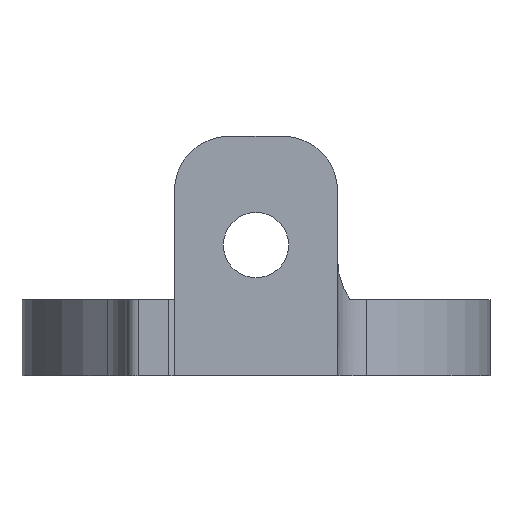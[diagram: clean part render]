
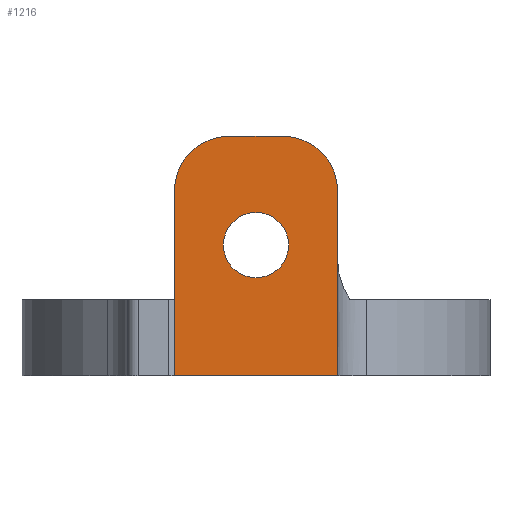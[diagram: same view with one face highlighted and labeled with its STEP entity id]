
A CAD part, front view. The second image highlights one B-rep face of the part: STEP entity #1216.
In plain terms, the highlighted planar face has unit normal (0, -1, 0).
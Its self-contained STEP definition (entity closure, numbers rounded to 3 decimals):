
#9 = CARTESIAN_POINT ( 'NONE',  ( -15., -73., 34. ) ) ;
#13 = AXIS2_PLACEMENT_3D ( 'NONE', #883, #887, #1299 ) ;
#14 = DIRECTION ( 'NONE',  ( 0., 0., 1. ) ) ;
#27 = AXIS2_PLACEMENT_3D ( 'NONE', #866, #758, #143 ) ;
#29 = VERTEX_POINT ( 'NONE', #1147 ) ;
#39 = EDGE_CURVE ( 'NONE', #410, #648, #479, .T. ) ;
#42 = LINE ( 'NONE', #1344, #741 ) ;
#46 = ORIENTED_EDGE ( 'NONE', *, *, #971, .T. ) ;
#85 = DIRECTION ( 'NONE',  ( 0., 0., 1. ) ) ;
#91 = EDGE_CURVE ( 'NONE', #487, #29, #653, .T. ) ;
#112 = EDGE_LOOP ( 'NONE', ( #810, #942 ) ) ;
#123 = VERTEX_POINT ( 'NONE', #1004 ) ;
#132 = DIRECTION ( 'NONE',  ( 0., 0., 1. ) ) ;
#143 = DIRECTION ( 'NONE',  ( 0., 0., 1. ) ) ;
#144 = DIRECTION ( 'NONE',  ( 1., 0., 0. ) ) ;
#170 = CARTESIAN_POINT ( 'NONE',  ( -15., -73., 44. ) ) ;
#202 = FACE_BOUND ( 'NONE', #112, .T. ) ;
#231 = ORIENTED_EDGE ( 'NONE', *, *, #333, .F. ) ;
#233 = VERTEX_POINT ( 'NONE', #1152 ) ;
#252 = ORIENTED_EDGE ( 'NONE', *, *, #508, .T. ) ;
#255 = DIRECTION ( 'NONE',  ( 0., 0., -1. ) ) ;
#277 = VECTOR ( 'NONE', #144, 1000. ) ;
#327 = AXIS2_PLACEMENT_3D ( 'NONE', #513, #404, #85 ) ;
#328 = DIRECTION ( 'NONE',  ( 1., 0., 0. ) ) ;
#333 = EDGE_CURVE ( 'NONE', #123, #930, #934, .T. ) ;
#341 = DIRECTION ( 'NONE',  ( 0., 1., 0. ) ) ;
#348 = VECTOR ( 'NONE', #704, 1000. ) ;
#371 = CARTESIAN_POINT ( 'NONE',  ( 15., -73., 0. ) ) ;
#372 = CIRCLE ( 'NONE', #13, 10. ) ;
#381 = ORIENTED_EDGE ( 'NONE', *, *, #1314, .T. ) ;
#404 = DIRECTION ( 'NONE',  ( 0., 1., 0. ) ) ;
#410 = VERTEX_POINT ( 'NONE', #1075 ) ;
#459 = DIRECTION ( 'NONE',  ( 0., -1., 0. ) ) ;
#470 = CARTESIAN_POINT ( 'NONE',  ( -15., -73., 0. ) ) ;
#479 = LINE ( 'NONE', #712, #348 ) ;
#487 = VERTEX_POINT ( 'NONE', #1101 ) ;
#508 = EDGE_CURVE ( 'NONE', #410, #930, #1114, .T. ) ;
#513 = CARTESIAN_POINT ( 'NONE',  ( -15., -73., 14. ) ) ;
#568 = CARTESIAN_POINT ( 'NONE',  ( 5., -73., 44. ) ) ;
#648 = VERTEX_POINT ( 'NONE', #371 ) ;
#653 = CIRCLE ( 'NONE', #27, 6. ) ;
#690 = LINE ( 'NONE', #470, #277 ) ;
#704 = DIRECTION ( 'NONE',  ( 0., 0., -1. ) ) ;
#712 = CARTESIAN_POINT ( 'NONE',  ( 15., -73., 14. ) ) ;
#735 = PLANE ( 'NONE',  #327 ) ;
#736 = CIRCLE ( 'NONE', #1251, 6. ) ;
#739 = EDGE_LOOP ( 'NONE', ( #1042, #252, #231, #381, #46, #1166 ) ) ;
#741 = VECTOR ( 'NONE', #255, 1000. ) ;
#758 = DIRECTION ( 'NONE',  ( 0., 1., 0. ) ) ;
#810 = ORIENTED_EDGE ( 'NONE', *, *, #864, .T. ) ;
#864 = EDGE_CURVE ( 'NONE', #29, #487, #736, .T. ) ;
#866 = CARTESIAN_POINT ( 'NONE',  ( 0., -73., 24. ) ) ;
#883 = CARTESIAN_POINT ( 'NONE',  ( -5., -73., 34. ) ) ;
#887 = DIRECTION ( 'NONE',  ( 0., -1., 0. ) ) ;
#930 = VERTEX_POINT ( 'NONE', #568 ) ;
#934 = LINE ( 'NONE', #170, #966 ) ;
#940 = AXIS2_PLACEMENT_3D ( 'NONE', #1315, #459, #14 ) ;
#942 = ORIENTED_EDGE ( 'NONE', *, *, #91, .T. ) ;
#965 = EDGE_CURVE ( 'NONE', #233, #648, #690, .T. ) ;
#966 = VECTOR ( 'NONE', #328, 1000. ) ;
#971 = EDGE_CURVE ( 'NONE', #1354, #233, #42, .T. ) ;
#1004 = CARTESIAN_POINT ( 'NONE',  ( -5., -73., 44. ) ) ;
#1042 = ORIENTED_EDGE ( 'NONE', *, *, #39, .F. ) ;
#1073 = FACE_OUTER_BOUND ( 'NONE', #739, .T. ) ;
#1075 = CARTESIAN_POINT ( 'NONE',  ( 15., -73., 34. ) ) ;
#1101 = CARTESIAN_POINT ( 'NONE',  ( 0., -73., 18. ) ) ;
#1114 = CIRCLE ( 'NONE', #940, 10. ) ;
#1147 = CARTESIAN_POINT ( 'NONE',  ( 0., -73., 30. ) ) ;
#1152 = CARTESIAN_POINT ( 'NONE',  ( -15., -73., 0. ) ) ;
#1166 = ORIENTED_EDGE ( 'NONE', *, *, #965, .T. ) ;
#1191 = CARTESIAN_POINT ( 'NONE',  ( 0., -73., 24. ) ) ;
#1216 = ADVANCED_FACE ( 'NONE', ( #202, #1073 ), #735, .F. ) ;
#1251 = AXIS2_PLACEMENT_3D ( 'NONE', #1191, #341, #132 ) ;
#1299 = DIRECTION ( 'NONE',  ( 0., 0., 1. ) ) ;
#1314 = EDGE_CURVE ( 'NONE', #123, #1354, #372, .T. ) ;
#1315 = CARTESIAN_POINT ( 'NONE',  ( 5., -73., 34. ) ) ;
#1344 = CARTESIAN_POINT ( 'NONE',  ( -15., -73., 14. ) ) ;
#1354 = VERTEX_POINT ( 'NONE', #9 ) ;
